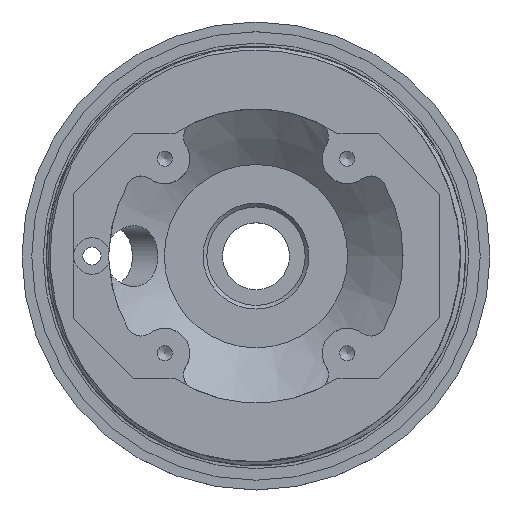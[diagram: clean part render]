
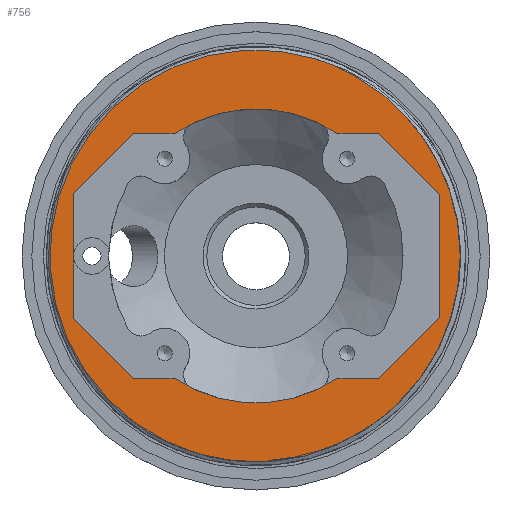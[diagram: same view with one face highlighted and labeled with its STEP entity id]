
A CAD part, top view. The second image highlights one B-rep face of the part: STEP entity #756.
In plain terms, the highlighted planar face has unit normal (0, 0, 1).
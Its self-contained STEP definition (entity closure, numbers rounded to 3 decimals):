
#24 = VERTEX_POINT('',#25);
#25 = CARTESIAN_POINT('',(13.327,20.2,4.4));
#75 = VERTEX_POINT('',#76);
#76 = CARTESIAN_POINT('',(-13.327,20.2,4.4));
#82 = EDGE_CURVE('',#24,#75,#83,.T.);
#83 = CIRCLE('',#84,24.2);
#84 = AXIS2_PLACEMENT_3D('',#85,#86,#87);
#85 = CARTESIAN_POINT('',(0.,0.,4.4));
#86 = DIRECTION('',(0.,0.,1.));
#87 = DIRECTION('',(1.,0.,0.));
#98 = VERTEX_POINT('',#99);
#99 = CARTESIAN_POINT('',(20.083,20.2,4.4));
#107 = EDGE_CURVE('',#98,#24,#108,.T.);
#108 = LINE('',#109,#110);
#109 = CARTESIAN_POINT('',(0.,20.2,4.4));
#110 = VECTOR('',#111,1.);
#111 = DIRECTION('',(-1.,0.,0.));
#737 = EDGE_CURVE('',#75,#738,#740,.T.);
#738 = VERTEX_POINT('',#739);
#739 = CARTESIAN_POINT('',(-20.083,20.2,4.4));
#740 = LINE('',#741,#742);
#741 = CARTESIAN_POINT('',(0.,20.2,4.4));
#742 = VECTOR('',#743,1.);
#743 = DIRECTION('',(-1.,0.,0.));
#756 = ADVANCED_FACE('',(#757,#833),#880,.T.);
#757 = FACE_BOUND('',#758,.T.);
#758 = EDGE_LOOP('',(#759,#767,#775,#783,#791,#800,#808,#816,#824,#830,
    #831,#832));
#759 = ORIENTED_EDGE('',*,*,#760,.F.);
#760 = EDGE_CURVE('',#761,#98,#763,.T.);
#761 = VERTEX_POINT('',#762);
#762 = CARTESIAN_POINT('',(30.2,10.083,4.4));
#763 = LINE('',#764,#765);
#764 = CARTESIAN_POINT('',(25.141,15.141,4.4));
#765 = VECTOR('',#766,1.);
#766 = DIRECTION('',(-0.707,0.707,0.));
#767 = ORIENTED_EDGE('',*,*,#768,.F.);
#768 = EDGE_CURVE('',#769,#761,#771,.T.);
#769 = VERTEX_POINT('',#770);
#770 = CARTESIAN_POINT('',(30.2,-10.083,4.4));
#771 = LINE('',#772,#773);
#772 = CARTESIAN_POINT('',(30.2,0.,4.4));
#773 = VECTOR('',#774,1.);
#774 = DIRECTION('',(0.,1.,0.));
#775 = ORIENTED_EDGE('',*,*,#776,.F.);
#776 = EDGE_CURVE('',#777,#769,#779,.T.);
#777 = VERTEX_POINT('',#778);
#778 = CARTESIAN_POINT('',(20.083,-20.2,4.4));
#779 = LINE('',#780,#781);
#780 = CARTESIAN_POINT('',(25.141,-15.141,4.4));
#781 = VECTOR('',#782,1.);
#782 = DIRECTION('',(0.707,0.707,0.));
#783 = ORIENTED_EDGE('',*,*,#784,.F.);
#784 = EDGE_CURVE('',#785,#777,#787,.T.);
#785 = VERTEX_POINT('',#786);
#786 = CARTESIAN_POINT('',(13.327,-20.2,4.4));
#787 = LINE('',#788,#789);
#788 = CARTESIAN_POINT('',(15.945,-20.2,4.4));
#789 = VECTOR('',#790,1.);
#790 = DIRECTION('',(1.,0.,0.));
#791 = ORIENTED_EDGE('',*,*,#792,.F.);
#792 = EDGE_CURVE('',#793,#785,#795,.T.);
#793 = VERTEX_POINT('',#794);
#794 = CARTESIAN_POINT('',(-13.327,-20.2,4.4));
#795 = CIRCLE('',#796,24.2);
#796 = AXIS2_PLACEMENT_3D('',#797,#798,#799);
#797 = CARTESIAN_POINT('',(0.,0.,4.4));
#798 = DIRECTION('',(0.,0.,1.));
#799 = DIRECTION('',(1.,0.,0.));
#800 = ORIENTED_EDGE('',*,*,#801,.F.);
#801 = EDGE_CURVE('',#802,#793,#804,.T.);
#802 = VERTEX_POINT('',#803);
#803 = CARTESIAN_POINT('',(-20.083,-20.2,4.4));
#804 = LINE('',#805,#806);
#805 = CARTESIAN_POINT('',(-4.055,-20.2,4.4));
#806 = VECTOR('',#807,1.);
#807 = DIRECTION('',(1.,0.,0.));
#808 = ORIENTED_EDGE('',*,*,#809,.F.);
#809 = EDGE_CURVE('',#810,#802,#812,.T.);
#810 = VERTEX_POINT('',#811);
#811 = CARTESIAN_POINT('',(-30.,-10.283,4.4));
#812 = LINE('',#813,#814);
#813 = CARTESIAN_POINT('',(-25.141,-15.141,4.4));
#814 = VECTOR('',#815,1.);
#815 = DIRECTION('',(0.707,-0.707,0.));
#816 = ORIENTED_EDGE('',*,*,#817,.F.);
#817 = EDGE_CURVE('',#818,#810,#820,.T.);
#818 = VERTEX_POINT('',#819);
#819 = CARTESIAN_POINT('',(-30.,10.283,4.4));
#820 = LINE('',#821,#822);
#821 = CARTESIAN_POINT('',(-30.,0.,4.4));
#822 = VECTOR('',#823,1.);
#823 = DIRECTION('',(0.,-1.,0.));
#824 = ORIENTED_EDGE('',*,*,#825,.F.);
#825 = EDGE_CURVE('',#738,#818,#826,.T.);
#826 = LINE('',#827,#828);
#827 = CARTESIAN_POINT('',(-25.141,15.141,4.4));
#828 = VECTOR('',#829,1.);
#829 = DIRECTION('',(-0.707,-0.707,0.));
#830 = ORIENTED_EDGE('',*,*,#737,.F.);
#831 = ORIENTED_EDGE('',*,*,#82,.F.);
#832 = ORIENTED_EDGE('',*,*,#107,.F.);
#833 = FACE_BOUND('',#834,.T.);
#834 = EDGE_LOOP('',(#835,#846,#864,#873));
#835 = ORIENTED_EDGE('',*,*,#836,.T.);
#836 = EDGE_CURVE('',#837,#839,#841,.T.);
#837 = VERTEX_POINT('',#838);
#838 = CARTESIAN_POINT('',(7.988,-32.945,4.4));
#839 = VERTEX_POINT('',#840);
#840 = CARTESIAN_POINT('',(23.418,-24.218,4.4));
#841 = B_SPLINE_CURVE_WITH_KNOTS('',3,(#842,#843,#844,#845),
  .UNSPECIFIED.,.F.,.F.,(4,4),(0.,0.018),
  .PIECEWISE_BEZIER_KNOTS.);
#842 = CARTESIAN_POINT('',(7.988,-32.945,4.4));
#843 = CARTESIAN_POINT('',(13.805,-31.458,4.4));
#844 = CARTESIAN_POINT('',(19.154,-28.444,4.4));
#845 = CARTESIAN_POINT('',(23.418,-24.218,4.4));
#846 = ORIENTED_EDGE('',*,*,#847,.T.);
#847 = EDGE_CURVE('',#839,#848,#850,.T.);
#848 = VERTEX_POINT('',#849);
#849 = CARTESIAN_POINT('',(24.637,22.976,4.4));
#850 = B_SPLINE_CURVE_WITH_KNOTS('',3,(#851,#852,#853,#854,#855,#856,
    #857,#858,#859,#860,#861,#862,#863),.UNSPECIFIED.,.F.,.F.,(4,1,1,1,1
    ,1,1,1,1,1,4),(0.,0.007,
    0.013,0.02,0.026,
    0.033,0.036,0.039,
    0.043,0.046,0.053),
  .UNSPECIFIED.);
#851 = CARTESIAN_POINT('',(23.418,-24.218,4.4));
#852 = CARTESIAN_POINT('',(24.982,-22.682,4.4));
#853 = CARTESIAN_POINT('',(27.801,-19.329,4.4));
#854 = CARTESIAN_POINT('',(30.996,-13.557,4.4));
#855 = CARTESIAN_POINT('',(33.004,-7.389,4.4));
#856 = CARTESIAN_POINT('',(33.806,-0.835,4.4));
#857 = CARTESIAN_POINT('',(33.424,4.55,4.4));
#858 = CARTESIAN_POINT('',(32.487,8.843,4.4));
#859 = CARTESIAN_POINT('',(31.49,11.93,4.4));
#860 = CARTESIAN_POINT('',(30.208,14.908,4.4));
#861 = CARTESIAN_POINT('',(28.097,18.746,4.4));
#862 = CARTESIAN_POINT('',(26.12,21.362,4.4));
#863 = CARTESIAN_POINT('',(24.637,22.976,4.4));
#864 = ORIENTED_EDGE('',*,*,#865,.T.);
#865 = EDGE_CURVE('',#848,#866,#868,.T.);
#866 = VERTEX_POINT('',#867);
#867 = CARTESIAN_POINT('',(9.683,32.488,4.4));
#868 = B_SPLINE_CURVE_WITH_KNOTS('',3,(#869,#870,#871,#872),
  .UNSPECIFIED.,.F.,.F.,(4,4),(0.,0.018),
  .PIECEWISE_BEZIER_KNOTS.);
#869 = CARTESIAN_POINT('',(24.637,22.976,4.4));
#870 = CARTESIAN_POINT('',(20.598,27.417,4.4));
#871 = CARTESIAN_POINT('',(15.414,30.703,4.4));
#872 = CARTESIAN_POINT('',(9.683,32.488,4.4));
#873 = ORIENTED_EDGE('',*,*,#874,.T.);
#874 = EDGE_CURVE('',#866,#837,#875,.T.);
#875 = CIRCLE('',#876,33.9);
#876 = AXIS2_PLACEMENT_3D('',#877,#878,#879);
#877 = CARTESIAN_POINT('',(0.,0.,4.4));
#878 = DIRECTION('',(0.,0.,1.));
#879 = DIRECTION('',(1.,0.,0.));
#880 = PLANE('',#881);
#881 = AXIS2_PLACEMENT_3D('',#882,#883,#884);
#882 = CARTESIAN_POINT('',(31.95,0.,4.4));
#883 = DIRECTION('',(0.,0.,1.));
#884 = DIRECTION('',(1.,0.,0.));
